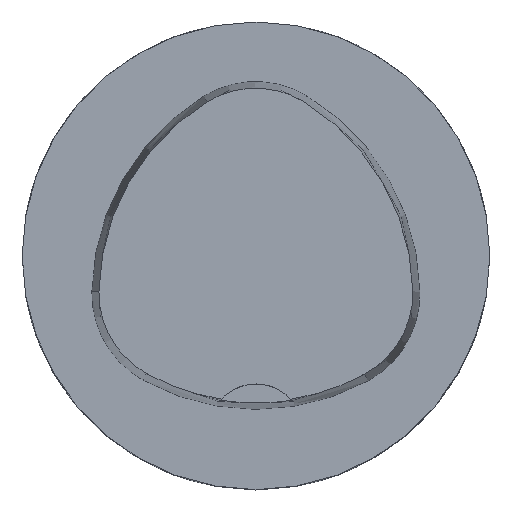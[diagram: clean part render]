
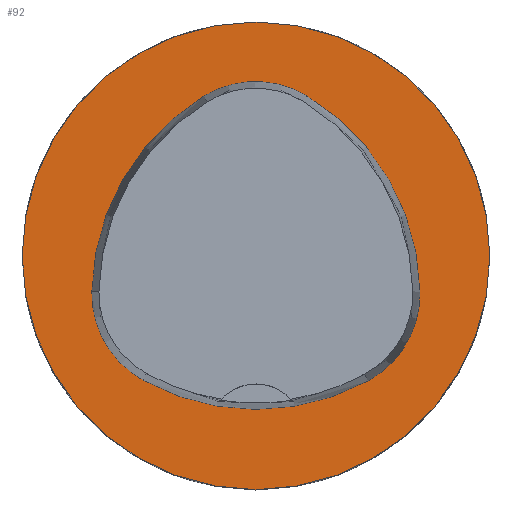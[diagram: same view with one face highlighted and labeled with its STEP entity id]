
A CAD part, top view. The second image highlights one B-rep face of the part: STEP entity #92.
In plain terms, the highlighted planar face has unit normal (0, 0, 1).
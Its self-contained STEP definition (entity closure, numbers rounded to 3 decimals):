
#46=PLANE('',#470);
#92=ADVANCED_FACE('',(#169,#170),#46,.T.);
#169=FACE_BOUND('',#187,.T.);
#170=FACE_BOUND('',#188,.T.);
#187=EDGE_LOOP('',(#260,#261,#262,#263,#264,#265));
#188=EDGE_LOOP('',(#266));
#260=ORIENTED_EDGE('',*,*,#379,.T.);
#261=ORIENTED_EDGE('',*,*,#359,.T.);
#262=ORIENTED_EDGE('',*,*,#363,.T.);
#263=ORIENTED_EDGE('',*,*,#366,.T.);
#264=ORIENTED_EDGE('',*,*,#369,.T.);
#265=ORIENTED_EDGE('',*,*,#377,.T.);
#266=ORIENTED_EDGE('',*,*,#341,.F.);
#306=VERTEX_POINT('',#626);
#324=VERTEX_POINT('',#665);
#325=VERTEX_POINT('',#666);
#328=VERTEX_POINT('',#674);
#330=VERTEX_POINT('',#680);
#332=VERTEX_POINT('',#686);
#339=VERTEX_POINT('',#707);
#341=EDGE_CURVE('',#306,#306,#392,.T.);
#359=EDGE_CURVE('',#324,#325,#394,.T.);
#363=EDGE_CURVE('',#325,#328,#396,.T.);
#366=EDGE_CURVE('',#328,#330,#398,.T.);
#369=EDGE_CURVE('',#330,#332,#400,.T.);
#377=EDGE_CURVE('',#332,#339,#404,.T.);
#379=EDGE_CURVE('',#339,#324,#406,.T.);
#392=CIRCLE('',#435,20.);
#394=CIRCLE('',#448,20.);
#396=CIRCLE('',#451,8.5);
#398=CIRCLE('',#454,20.);
#400=CIRCLE('',#457,8.5);
#404=CIRCLE('',#462,20.);
#406=CIRCLE('',#465,8.5);
#435=AXIS2_PLACEMENT_3D('',#625,#494,#495);
#448=AXIS2_PLACEMENT_3D('',#664,#528,#529);
#451=AXIS2_PLACEMENT_3D('',#673,#536,#537);
#454=AXIS2_PLACEMENT_3D('',#679,#543,#544);
#457=AXIS2_PLACEMENT_3D('',#685,#550,#551);
#462=AXIS2_PLACEMENT_3D('',#708,#562,#563);
#465=AXIS2_PLACEMENT_3D('',#711,#568,#569);
#470=AXIS2_PLACEMENT_3D('',#716,#578,#579);
#494=DIRECTION('',(0.,0.,-1.));
#495=DIRECTION('',(-1.,0.,0.));
#528=DIRECTION('',(0.,0.,-1.));
#529=DIRECTION('',(-1.,0.,0.));
#536=DIRECTION('',(0.,0.,-1.));
#537=DIRECTION('',(-1.,0.,0.));
#543=DIRECTION('',(0.,0.,-1.));
#544=DIRECTION('',(-1.,0.,0.));
#550=DIRECTION('',(0.,0.,-1.));
#551=DIRECTION('',(-1.,0.,0.));
#562=DIRECTION('',(0.,0.,-1.));
#563=DIRECTION('',(-1.,0.,0.));
#568=DIRECTION('',(0.,0.,-1.));
#569=DIRECTION('',(-1.,0.,0.));
#578=DIRECTION('',(0.,0.,1.));
#579=DIRECTION('',(1.,0.,0.));
#625=CARTESIAN_POINT('',(0.,0.,0.));
#626=CARTESIAN_POINT('',(-20.,0.,0.));
#664=CARTESIAN_POINT('',(5.955,-3.414,0.));
#665=CARTESIAN_POINT('',(-14.041,-3.042,0.));
#666=CARTESIAN_POINT('',(-4.472,13.653,0.));
#673=CARTESIAN_POINT('',(-0.04,6.4,0.));
#674=CARTESIAN_POINT('',(4.347,13.68,0.));
#679=CARTESIAN_POINT('',(-5.976,-3.45,0.));
#680=CARTESIAN_POINT('',(14.021,-3.075,0.));
#685=CARTESIAN_POINT('',(5.522,-3.235,0.));
#686=CARTESIAN_POINT('',(9.588,-10.699,0.));
#707=CARTESIAN_POINT('',(-9.655,-10.639,0.));
#708=CARTESIAN_POINT('',(0.022,6.864,0.));
#711=CARTESIAN_POINT('',(-5.543,-3.2,0.));
#716=CARTESIAN_POINT('',(0.,0.,0.));
